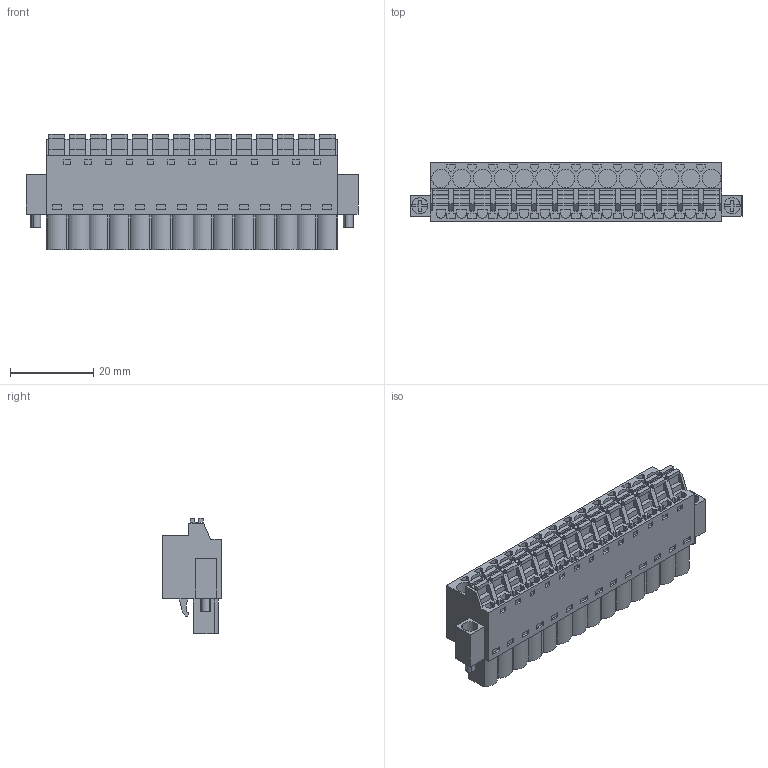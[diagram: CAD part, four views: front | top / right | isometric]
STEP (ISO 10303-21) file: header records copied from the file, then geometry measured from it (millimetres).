
FILE_DESCRIPTION(('CATIA V5 STEP Exchange','CAx-IF Rec.Pracs.--- Model Styling and Organization---1.2---2011-12-15'),'2;1');
FILE_NAME ('D1446735_0_1017570000_1017570000.stp','2017-04-27T11:20:36+00:00',('none'),('Weidmueller'),'CATIA Version 5-6 Release 2014','CATIA V5 STEP AP214','none');
FILE_SCHEMA(('AUTOMOTIVE_DESIGN { 1 0 10303 214 1 1 1 1 }'));
Length unit declared in the file: millimetre
Products named in the file (1): 1017570000
Bounding box: 79.8 x 14.2 x 27.73 mm (x, y, z)
Volume: 17958.8 mm3; surface area: 10012.9 mm2
Topology: 17 solids, 17 shells, 1221 faces, 3537 edges, 2467 vertices
Faces by surface type: plane 1095, cylinder 122, extrusion 4
Entity records: 39054 total; most frequent: ORIENTED_EDGE 7074, CARTESIAN_POINT 6995, DIRECTION 5103, EDGE_CURVE 3537, VECTOR 3254, LINE 3250, VERTEX_POINT 2467, EDGE_LOOP 1368
